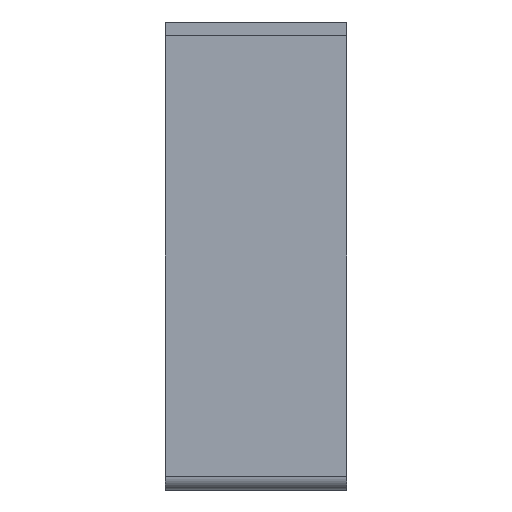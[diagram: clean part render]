
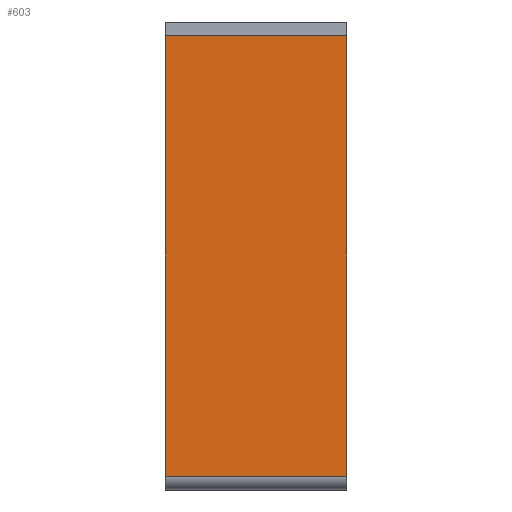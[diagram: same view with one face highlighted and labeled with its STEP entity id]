
A CAD part, left-side view. The second image highlights one B-rep face of the part: STEP entity #603.
In plain terms, the highlighted planar face has unit normal (-1, 0, 0).
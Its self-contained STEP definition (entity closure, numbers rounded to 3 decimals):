
#12 = VECTOR ( 'NONE', #1015, 1000. ) ;
#37 = LINE ( 'NONE', #571, #793 ) ;
#54 = LINE ( 'NONE', #1098, #12 ) ;
#74 = CARTESIAN_POINT ( 'NONE',  ( 92., 10., -48.49 ) ) ;
#111 = EDGE_CURVE ( 'NONE', #417, #1121, #615, .T. ) ;
#115 = EDGE_CURVE ( 'NONE', #456, #1121, #54, .T. ) ;
#173 = CARTESIAN_POINT ( 'NONE',  ( 92., 10., -48.49 ) ) ;
#216 = EDGE_CURVE ( 'NONE', #417, #1071, #1064, .T. ) ;
#245 = ORIENTED_EDGE ( 'NONE', *, *, #115, .F. ) ;
#294 = EDGE_LOOP ( 'NONE', ( #245, #939, #728, #500 ) ) ;
#344 = EDGE_CURVE ( 'NONE', #1071, #456, #37, .T. ) ;
#367 = VECTOR ( 'NONE', #885, 1000. ) ;
#384 = PLANE ( 'NONE',  #495 ) ;
#417 = VERTEX_POINT ( 'NONE', #74 ) ;
#456 = VERTEX_POINT ( 'NONE', #838 ) ;
#465 = DIRECTION ( 'NONE',  ( 1., 0., 0. ) ) ;
#495 = AXIS2_PLACEMENT_3D ( 'NONE', #173, #465, #1049 ) ;
#500 = ORIENTED_EDGE ( 'NONE', *, *, #111, .T. ) ;
#571 = CARTESIAN_POINT ( 'NONE',  ( 92., 10., -0.01 ) ) ;
#603 = ADVANCED_FACE ( 'NONE', ( #613 ), #384, .F. ) ;
#613 = FACE_OUTER_BOUND ( 'NONE', #294, .T. ) ;
#615 = LINE ( 'NONE', #784, #1011 ) ;
#728 = ORIENTED_EDGE ( 'NONE', *, *, #216, .F. ) ;
#784 = CARTESIAN_POINT ( 'NONE',  ( 92., 10., -48.49 ) ) ;
#793 = VECTOR ( 'NONE', #1065, 1000. ) ;
#803 = CARTESIAN_POINT ( 'NONE',  ( 92., 10., -48.49 ) ) ;
#835 = CARTESIAN_POINT ( 'NONE',  ( 92., 10., -0.01 ) ) ;
#838 = CARTESIAN_POINT ( 'NONE',  ( 92., -10., -0.01 ) ) ;
#859 = DIRECTION ( 'NONE',  ( 0., -1., 0. ) ) ;
#885 = DIRECTION ( 'NONE',  ( 0., 0., 1. ) ) ;
#939 = ORIENTED_EDGE ( 'NONE', *, *, #344, .F. ) ;
#1011 = VECTOR ( 'NONE', #859, 1000. ) ;
#1015 = DIRECTION ( 'NONE',  ( 0., 0., -1. ) ) ;
#1049 = DIRECTION ( 'NONE',  ( 0., 0., -1. ) ) ;
#1064 = LINE ( 'NONE', #803, #367 ) ;
#1065 = DIRECTION ( 'NONE',  ( 0., -1., 0. ) ) ;
#1071 = VERTEX_POINT ( 'NONE', #835 ) ;
#1075 = CARTESIAN_POINT ( 'NONE',  ( 92., -10., -48.49 ) ) ;
#1098 = CARTESIAN_POINT ( 'NONE',  ( 92., -10., -48.49 ) ) ;
#1121 = VERTEX_POINT ( 'NONE', #1075 ) ;
